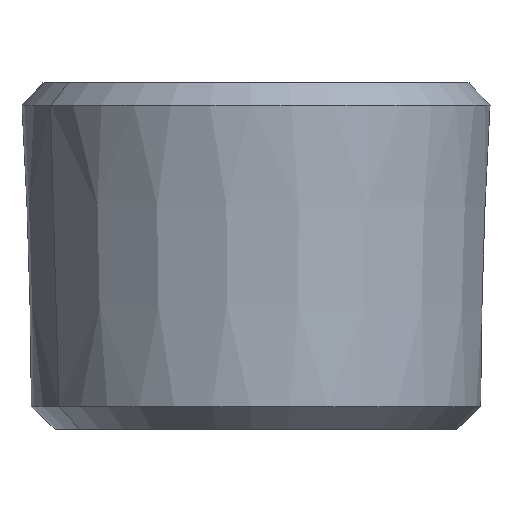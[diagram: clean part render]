
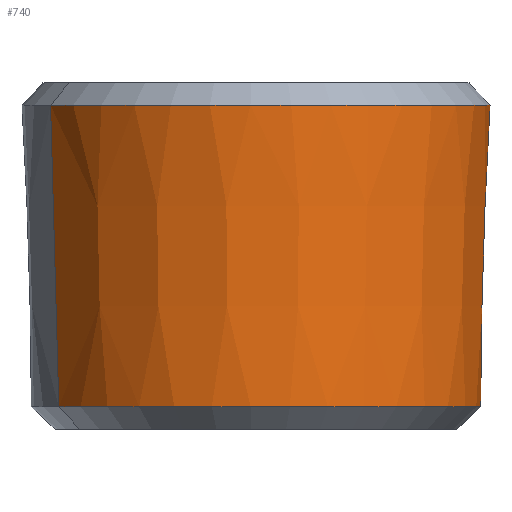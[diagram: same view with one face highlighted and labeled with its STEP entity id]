
A CAD part, front view. The second image highlights one B-rep face of the part: STEP entity #740.
In plain terms, the highlighted conical face has half-angle 1.78 degrees and reference radius 10.028 mm.
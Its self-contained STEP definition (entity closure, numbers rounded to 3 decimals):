
#666=AXIS2_PLACEMENT_3D('Circle Axis2P3D',#664,#665,$) ;
#713=AXIS2_PLACEMENT_3D('Cone Axis2P3D',#710,#711,#712) ;
#731=AXIS2_PLACEMENT_3D('Circle Axis2P3D',#729,#730,$) ;
#637=CARTESIAN_POINT('Vertex',(19.307,15.302,1.)) ;
#644=CARTESIAN_POINT('Vertex',(1.651,5.656,1.)) ;
#664=CARTESIAN_POINT('Axis2P3D Location',(10.479,10.479,1.)) ;
#710=CARTESIAN_POINT('Axis2P3D Location',(10.479,10.479,0.)) ;
#715=CARTESIAN_POINT('Line Origine',(1.406,5.522,10.)) ;
#719=CARTESIAN_POINT('Vertex',(1.283,5.455,14.5)) ;
#722=CARTESIAN_POINT('Line Origine',(19.553,15.436,10.)) ;
#726=CARTESIAN_POINT('Vertex',(19.675,15.503,14.5)) ;
#729=CARTESIAN_POINT('Axis2P3D Location',(10.479,10.479,14.5)) ;
#665=DIRECTION('Axis2P3D Direction',(0.,0.,-1.)) ;
#711=DIRECTION('Axis2P3D Direction',(0.,0.,1.)) ;
#712=DIRECTION('Axis2P3D XDirection',(0.878,0.479,0.)) ;
#716=DIRECTION('Vector Direction',(-0.027,-0.015,1.)) ;
#723=DIRECTION('Vector Direction',(0.027,0.015,1.)) ;
#730=DIRECTION('Axis2P3D Direction',(0.,0.,1.)) ;
#717=VECTOR('Line Direction',#716,1.) ;
#724=VECTOR('Line Direction',#723,1.) ;
#735=ORIENTED_EDGE('',*,*,#721,.F.) ;
#736=ORIENTED_EDGE('',*,*,#668,.T.) ;
#737=ORIENTED_EDGE('',*,*,#728,.T.) ;
#738=ORIENTED_EDGE('',*,*,#733,.F.) ;
#740=ADVANCED_FACE('Stopper Plug_1/2NPT.1\\Koerper.2',(#739),#714,.T.) ;
#667=CIRCLE('generated circle',#666,10.06) ;
#732=CIRCLE('generated circle',#731,10.479) ;
#714=CONICAL_SURFACE('Cone',#713,10.028,0.031) ;
#668=EDGE_CURVE('',#645,#638,#667,.F.) ;
#721=EDGE_CURVE('',#645,#720,#718,.T.) ;
#728=EDGE_CURVE('',#638,#727,#725,.T.) ;
#733=EDGE_CURVE('',#720,#727,#732,.T.) ;
#734=EDGE_LOOP('',(#735,#736,#737,#738)) ;
#739=FACE_OUTER_BOUND('',#734,.T.) ;
#718=LINE('Line',#715,#717) ;
#725=LINE('Line',#722,#724) ;
#638=VERTEX_POINT('',#637) ;
#645=VERTEX_POINT('',#644) ;
#720=VERTEX_POINT('',#719) ;
#727=VERTEX_POINT('',#726) ;
